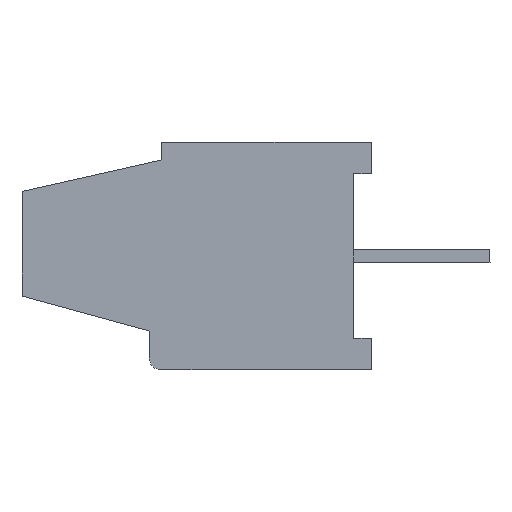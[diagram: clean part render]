
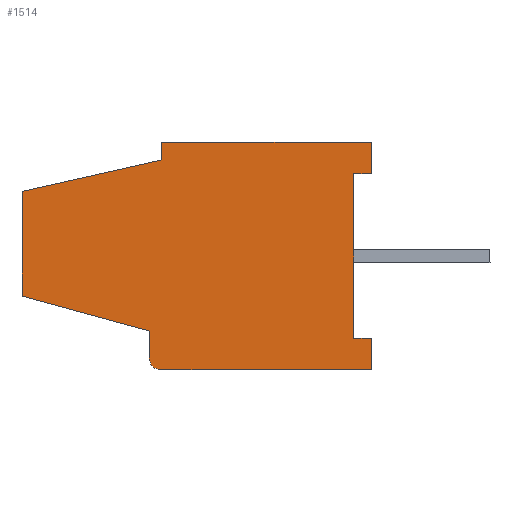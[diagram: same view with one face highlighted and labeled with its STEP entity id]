
A CAD part, left-side view. The second image highlights one B-rep face of the part: STEP entity #1514.
In plain terms, the highlighted planar face has unit normal (-1, 0, 0).
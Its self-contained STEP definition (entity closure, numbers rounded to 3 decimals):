
#9 = EDGE_CURVE ( 'NONE', #762, #8173, #8814, .T. ) ;
#378 = DIRECTION ( 'NONE',  ( 0., 0., 1. ) ) ;
#404 = DIRECTION ( 'NONE',  ( 0., -0.964, -0.264 ) ) ;
#447 = VECTOR ( 'NONE', #6319, 1000. ) ;
#448 = DIRECTION ( 'NONE',  ( -1., 0., 0. ) ) ;
#480 = EDGE_CURVE ( 'NONE', #5077, #8275, #5229, .T. ) ;
#668 = CARTESIAN_POINT ( 'NONE',  ( -6.58, 0., 2.35 ) ) ;
#717 = EDGE_LOOP ( 'NONE', ( #5765, #8951, #4344, #10018, #1695, #4835, #1991, #8832, #9798, #8909, #9483, #787, #10161 ) ) ;
#749 = CARTESIAN_POINT ( 'NONE',  ( -6.58, 6.05, -3.25 ) ) ;
#762 = VERTEX_POINT ( 'NONE', #6890 ) ;
#787 = ORIENTED_EDGE ( 'NONE', *, *, #6117, .T. ) ;
#1014 = CARTESIAN_POINT ( 'NONE',  ( -6.58, 3., 3.25 ) ) ;
#1019 = DIRECTION ( 'NONE',  ( 0., 0., 1. ) ) ;
#1074 = DIRECTION ( 'NONE',  ( 0., -1., 0. ) ) ;
#1156 = LINE ( 'NONE', #3547, #7739 ) ;
#1184 = LINE ( 'NONE', #7475, #8684 ) ;
#1194 = DIRECTION ( 'NONE',  ( -1., 0., 0. ) ) ;
#1224 = EDGE_CURVE ( 'NONE', #4095, #4499, #2661, .T. ) ;
#1241 = EDGE_CURVE ( 'NONE', #4764, #9488, #1184, .T. ) ;
#1316 = LINE ( 'NONE', #4352, #6837 ) ;
#1514 = ADVANCED_FACE ( 'NONE', ( #8918 ), #6640, .T. ) ;
#1574 = VERTEX_POINT ( 'NONE', #7368 ) ;
#1695 = ORIENTED_EDGE ( 'NONE', *, *, #1241, .T. ) ;
#1768 = AXIS2_PLACEMENT_3D ( 'NONE', #2769, #1194, #5307 ) ;
#1881 = CARTESIAN_POINT ( 'NONE',  ( -6.58, 3., 2.35 ) ) ;
#1991 = ORIENTED_EDGE ( 'NONE', *, *, #10207, .T. ) ;
#2042 = LINE ( 'NONE', #1881, #8654 ) ;
#2308 = VERTEX_POINT ( 'NONE', #668 ) ;
#2358 = VERTEX_POINT ( 'NONE', #2387 ) ;
#2369 = CARTESIAN_POINT ( 'NONE',  ( -6.58, 0., -3.25 ) ) ;
#2387 = CARTESIAN_POINT ( 'NONE',  ( -6.58, 10., 1.85 ) ) ;
#2589 = DIRECTION ( 'NONE',  ( 0., 1., 0. ) ) ;
#2661 = LINE ( 'NONE', #5798, #3598 ) ;
#2766 = DIRECTION ( 'NONE',  ( 0., 0.976, -0.22 ) ) ;
#2769 = CARTESIAN_POINT ( 'NONE',  ( -6.58, 6.05, -2.95 ) ) ;
#2877 = DIRECTION ( 'NONE',  ( 0., 0., -1. ) ) ;
#3091 = EDGE_CURVE ( 'NONE', #4499, #762, #3145, .T. ) ;
#3145 = LINE ( 'NONE', #8640, #447 ) ;
#3280 = EDGE_CURVE ( 'NONE', #2358, #4764, #3810, .T. ) ;
#3387 = EDGE_CURVE ( 'NONE', #8173, #4115, #9032, .T. ) ;
#3406 = CARTESIAN_POINT ( 'NONE',  ( -6.58, 0.5, 2.35 ) ) ;
#3547 = CARTESIAN_POINT ( 'NONE',  ( -6.58, 0., 3.25 ) ) ;
#3598 = VECTOR ( 'NONE', #1074, 1000. ) ;
#3604 = AXIS2_PLACEMENT_3D ( 'NONE', #1014, #448, #9700 ) ;
#3799 = VERTEX_POINT ( 'NONE', #6196 ) ;
#3810 = LINE ( 'NONE', #7555, #4921 ) ;
#4095 = VERTEX_POINT ( 'NONE', #749 ) ;
#4115 = VERTEX_POINT ( 'NONE', #3406 ) ;
#4286 = VECTOR ( 'NONE', #9265, 1000. ) ;
#4315 = EDGE_CURVE ( 'NONE', #9488, #3799, #6682, .T. ) ;
#4344 = ORIENTED_EDGE ( 'NONE', *, *, #6047, .T. ) ;
#4352 = CARTESIAN_POINT ( 'NONE',  ( -6.58, 6., 2.75 ) ) ;
#4458 = CARTESIAN_POINT ( 'NONE',  ( -6.58, 3., 3.25 ) ) ;
#4499 = VERTEX_POINT ( 'NONE', #2369 ) ;
#4532 = CARTESIAN_POINT ( 'NONE',  ( -6.58, 6., 3.25 ) ) ;
#4640 = LINE ( 'NONE', #4532, #4286 ) ;
#4764 = VERTEX_POINT ( 'NONE', #8994 ) ;
#4835 = ORIENTED_EDGE ( 'NONE', *, *, #4315, .T. ) ;
#4859 = CARTESIAN_POINT ( 'NONE',  ( -6.58, 3., -2.35 ) ) ;
#4921 = VECTOR ( 'NONE', #10081, 1000. ) ;
#4974 = CARTESIAN_POINT ( 'NONE',  ( -6.58, 0.5, 3.25 ) ) ;
#5077 = VERTEX_POINT ( 'NONE', #10063 ) ;
#5229 = LINE ( 'NONE', #4458, #5696 ) ;
#5307 = DIRECTION ( 'NONE',  ( 0., 0., 1. ) ) ;
#5696 = VECTOR ( 'NONE', #6150, 1000. ) ;
#5765 = ORIENTED_EDGE ( 'NONE', *, *, #480, .T. ) ;
#5798 = CARTESIAN_POINT ( 'NONE',  ( -6.58, 3., -3.25 ) ) ;
#6047 = EDGE_CURVE ( 'NONE', #1574, #2358, #1316, .T. ) ;
#6117 = EDGE_CURVE ( 'NONE', #4115, #2308, #2042, .T. ) ;
#6150 = DIRECTION ( 'NONE',  ( 0., 1., 0. ) ) ;
#6196 = CARTESIAN_POINT ( 'NONE',  ( -6.58, 6.35, -2.95 ) ) ;
#6291 = CARTESIAN_POINT ( 'NONE',  ( -6.58, 6.35, -2.15 ) ) ;
#6319 = DIRECTION ( 'NONE',  ( 0., 0., 1. ) ) ;
#6363 = VECTOR ( 'NONE', #2877, 1000. ) ;
#6640 = PLANE ( 'NONE',  #3604 ) ;
#6682 = LINE ( 'NONE', #9837, #6363 ) ;
#6837 = VECTOR ( 'NONE', #2766, 1000. ) ;
#6887 = CARTESIAN_POINT ( 'NONE',  ( -6.58, 6., 3.25 ) ) ;
#6890 = CARTESIAN_POINT ( 'NONE',  ( -6.58, 0., -2.35 ) ) ;
#6896 = VECTOR ( 'NONE', #1019, 1000. ) ;
#6942 = CARTESIAN_POINT ( 'NONE',  ( -6.58, 0.5, -2.35 ) ) ;
#7368 = CARTESIAN_POINT ( 'NONE',  ( -6.58, 6., 2.75 ) ) ;
#7475 = CARTESIAN_POINT ( 'NONE',  ( -6.58, 10., -1.15 ) ) ;
#7555 = CARTESIAN_POINT ( 'NONE',  ( -6.58, 10., 3.25 ) ) ;
#7739 = VECTOR ( 'NONE', #378, 1000. ) ;
#7943 = EDGE_CURVE ( 'NONE', #1574, #8275, #4640, .T. ) ;
#8024 = CIRCLE ( 'NONE', #1768, 0.3 ) ;
#8119 = EDGE_CURVE ( 'NONE', #2308, #5077, #1156, .T. ) ;
#8166 = DIRECTION ( 'NONE',  ( 0., -1., 0. ) ) ;
#8173 = VERTEX_POINT ( 'NONE', #6942 ) ;
#8275 = VERTEX_POINT ( 'NONE', #6887 ) ;
#8289 = VECTOR ( 'NONE', #2589, 1000. ) ;
#8640 = CARTESIAN_POINT ( 'NONE',  ( -6.58, 0., 3.25 ) ) ;
#8654 = VECTOR ( 'NONE', #8166, 1000. ) ;
#8684 = VECTOR ( 'NONE', #404, 1000. ) ;
#8814 = LINE ( 'NONE', #4859, #8289 ) ;
#8832 = ORIENTED_EDGE ( 'NONE', *, *, #1224, .T. ) ;
#8909 = ORIENTED_EDGE ( 'NONE', *, *, #9, .T. ) ;
#8918 = FACE_OUTER_BOUND ( 'NONE', #717, .T. ) ;
#8951 = ORIENTED_EDGE ( 'NONE', *, *, #7943, .F. ) ;
#8994 = CARTESIAN_POINT ( 'NONE',  ( -6.58, 10., -1.15 ) ) ;
#9032 = LINE ( 'NONE', #4974, #6896 ) ;
#9265 = DIRECTION ( 'NONE',  ( 0., 0., 1. ) ) ;
#9483 = ORIENTED_EDGE ( 'NONE', *, *, #3387, .T. ) ;
#9488 = VERTEX_POINT ( 'NONE', #6291 ) ;
#9700 = DIRECTION ( 'NONE',  ( 0., 0., 1. ) ) ;
#9798 = ORIENTED_EDGE ( 'NONE', *, *, #3091, .T. ) ;
#9837 = CARTESIAN_POINT ( 'NONE',  ( -6.58, 6.35, 3.25 ) ) ;
#10018 = ORIENTED_EDGE ( 'NONE', *, *, #3280, .T. ) ;
#10063 = CARTESIAN_POINT ( 'NONE',  ( -6.58, 0., 3.25 ) ) ;
#10081 = DIRECTION ( 'NONE',  ( 0., 0., -1. ) ) ;
#10161 = ORIENTED_EDGE ( 'NONE', *, *, #8119, .T. ) ;
#10207 = EDGE_CURVE ( 'NONE', #3799, #4095, #8024, .T. ) ;
